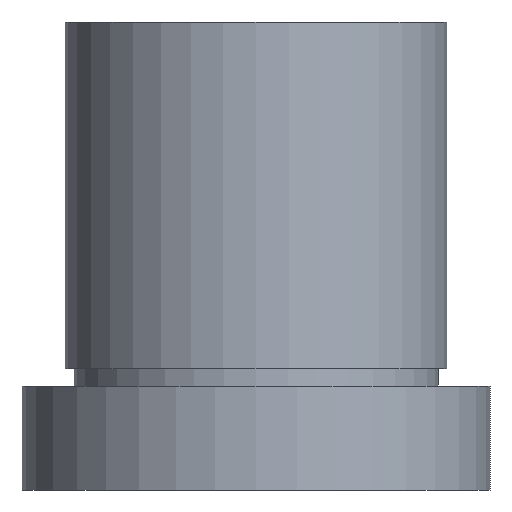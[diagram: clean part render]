
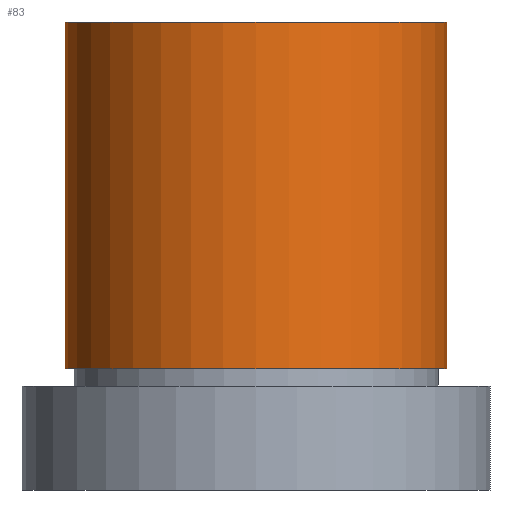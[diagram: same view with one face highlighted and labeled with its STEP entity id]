
A CAD part, front view. The second image highlights one B-rep face of the part: STEP entity #83.
In plain terms, the highlighted cylindrical face has radius 11 mm (diameter 22 mm), a full revolution.
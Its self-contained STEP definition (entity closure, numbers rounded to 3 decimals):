
#83 = ADVANCED_FACE( '', ( #109, #110 ), #111, .T. );
#109 = FACE_OUTER_BOUND( '', #136, .T. );
#110 = FACE_OUTER_BOUND( '', #137, .T. );
#111 = CYLINDRICAL_SURFACE( '', #138, 11. );
#136 = EDGE_LOOP( '', ( #179 ) );
#137 = EDGE_LOOP( '', ( #180 ) );
#138 = AXIS2_PLACEMENT_3D( '', #181, #182, #183 );
#179 = ORIENTED_EDGE( '', *, *, #185, .T. );
#180 = ORIENTED_EDGE( '', *, *, #192, .F. );
#181 = CARTESIAN_POINT( '', ( 0., 0., -27. ) );
#182 = DIRECTION( '', ( 0., 0., 1. ) );
#183 = DIRECTION( '', ( -1., 0., 0. ) );
#185 = EDGE_CURVE( '', #195, #195, #196, .T. );
#192 = EDGE_CURVE( '', #209, #209, #210, .T. );
#195 = VERTEX_POINT( '', #213 );
#196 = CIRCLE( '', #214, 11. );
#209 = VERTEX_POINT( '', #227 );
#210 = CIRCLE( '', #228, 11. );
#213 = CARTESIAN_POINT( '', ( -11., 0., 0. ) );
#214 = AXIS2_PLACEMENT_3D( '', #232, #233, #234 );
#227 = CARTESIAN_POINT( '', ( -11., 0., -20. ) );
#228 = AXIS2_PLACEMENT_3D( '', #253, #254, #255 );
#232 = CARTESIAN_POINT( '', ( 0., 0., 0. ) );
#233 = DIRECTION( '', ( 0., 0., -1. ) );
#234 = DIRECTION( '', ( -1., 0., 0. ) );
#253 = CARTESIAN_POINT( '', ( 0., 0., -20. ) );
#254 = DIRECTION( '', ( 0., 0., -1. ) );
#255 = DIRECTION( '', ( -1., 0., 0. ) );
